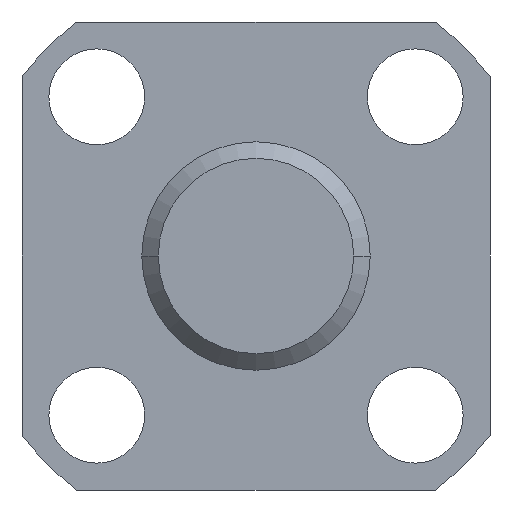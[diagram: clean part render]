
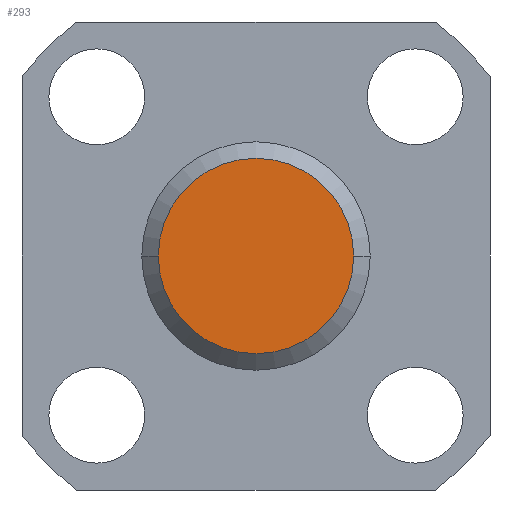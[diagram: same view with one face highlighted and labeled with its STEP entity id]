
A CAD part, left-side view. The second image highlights one B-rep face of the part: STEP entity #293.
In plain terms, the highlighted planar face has unit normal (-1, 0, 0).
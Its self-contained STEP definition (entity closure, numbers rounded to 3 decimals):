
#206 = VERTEX_POINT ( 'NONE', #2554 ) ;
#293 = ADVANCED_FACE ( 'NONE', ( #3379 ), #1855, .T. ) ;
#399 = DIRECTION ( 'NONE',  ( 0., 1., 0. ) ) ;
#730 = DIRECTION ( 'NONE',  ( 0., 1., 0. ) ) ;
#909 = AXIS2_PLACEMENT_3D ( 'NONE', #2230, #3803, #730 ) ;
#953 = EDGE_LOOP ( 'NONE', ( #1642, #1083 ) ) ;
#1083 = ORIENTED_EDGE ( 'NONE', *, *, #3990, .F. ) ;
#1239 = EDGE_CURVE ( 'NONE', #5718, #206, #6520, .T. ) ;
#1642 = ORIENTED_EDGE ( 'NONE', *, *, #1239, .T. ) ;
#1855 = PLANE ( 'NONE',  #2715 ) ;
#2230 = CARTESIAN_POINT ( 'NONE',  ( 0., 0., 0. ) ) ;
#2348 = DIRECTION ( 'NONE',  ( -1., 0., 0. ) ) ;
#2554 = CARTESIAN_POINT ( 'NONE',  ( 0., -2.65, 0. ) ) ;
#2715 = AXIS2_PLACEMENT_3D ( 'NONE', #6356, #2348, #4944 ) ;
#3379 = FACE_OUTER_BOUND ( 'NONE', #953, .T. ) ;
#3803 = DIRECTION ( 'NONE',  ( 1., 0., 0. ) ) ;
#3990 = EDGE_CURVE ( 'NONE', #5718, #206, #5754, .T. ) ;
#4428 = DIRECTION ( 'NONE',  ( -1., 0., 0. ) ) ;
#4944 = DIRECTION ( 'NONE',  ( 0., 0., 1. ) ) ;
#5037 = CARTESIAN_POINT ( 'NONE',  ( 0., 0., 0. ) ) ;
#5116 = CARTESIAN_POINT ( 'NONE',  ( 0., 2.65, 0. ) ) ;
#5323 = AXIS2_PLACEMENT_3D ( 'NONE', #5037, #4428, #399 ) ;
#5718 = VERTEX_POINT ( 'NONE', #5116 ) ;
#5754 = CIRCLE ( 'NONE', #909, 2.65 ) ;
#6356 = CARTESIAN_POINT ( 'NONE',  ( 0., 0., 0. ) ) ;
#6520 = CIRCLE ( 'NONE', #5323, 2.65 ) ;
